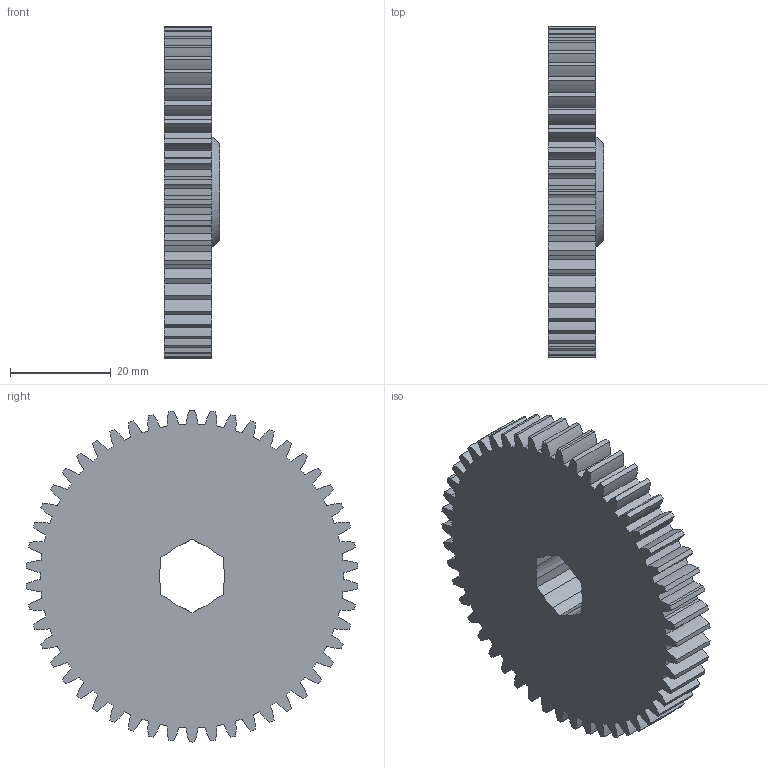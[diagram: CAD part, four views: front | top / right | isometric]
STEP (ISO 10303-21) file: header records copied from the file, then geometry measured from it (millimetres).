
FILE_DESCRIPTION (( 'STEP AP214' ), '1' );
FILE_NAME ('am-0521 50 Tooth 20 dp Aluminum Gear 500 Hex.STEP', '2014-08-20T21:04:55', ( '' ), ( '' ), 'SwSTEP 2.0', 'SolidWorks 2014', '' );
FILE_SCHEMA (( 'AUTOMOTIVE_DESIGN' ));
Length unit declared in the file: inch
Products named in the file (1): am-0521 50 Tooth 20 dp Aluminum Gear 500 Hex
Bounding box: 10.97 x 65.97 x 66.04 mm (x, y, z)
Volume: 28431.8 mm3; surface area: 10379.2 mm2
Topology: 1 solids, 1 shells, 230 faces, 679 edges, 452 vertices
Faces by surface type: cylinder 211, plane 15, cone 4
Entity records: 7999 total; most frequent: DIRECTION 1557, CARTESIAN_POINT 1406, ORIENTED_EDGE 1358, EDGE_CURVE 679, AXIS2_PLACEMENT_3D 659, VERTEX_POINT 452, CIRCLE 428, VECTOR 239
